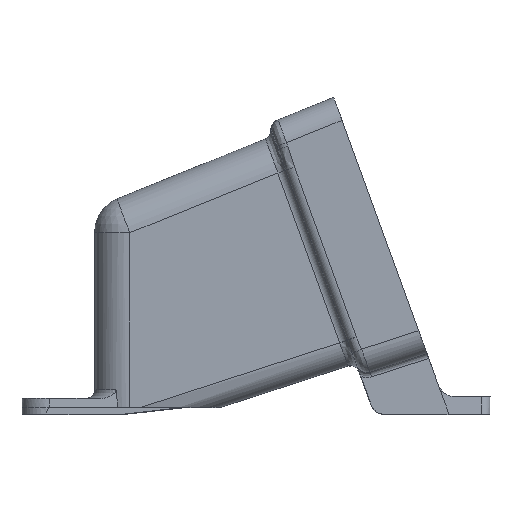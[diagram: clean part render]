
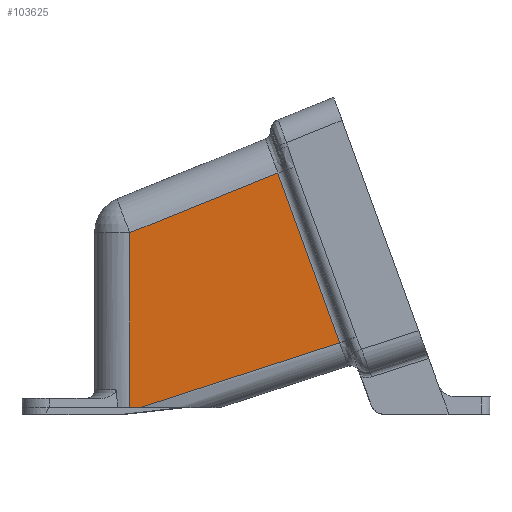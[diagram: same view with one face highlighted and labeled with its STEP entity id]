
A CAD part, top view. The second image highlights one B-rep face of the part: STEP entity #103625.
In plain terms, the highlighted planar face has unit normal (-0.033, -0.012, 0.999).
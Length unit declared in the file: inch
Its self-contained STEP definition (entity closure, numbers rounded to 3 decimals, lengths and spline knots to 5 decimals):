
#3377 = CARTESIAN_POINT ( 'NONE',  ( 1.65612, 2.91832, 10.02041 ) ) ;
#12133 = VECTOR ( 'NONE', #140957, 39.37008 ) ;
#14906 = DIRECTION ( 'NONE',  ( 0., -1., -0.012 ) ) ;
#17353 = CARTESIAN_POINT ( 'NONE',  ( 1.82192, 2.91851, 10.02585 ) ) ;
#17740 = EDGE_CURVE ( 'NONE', #144620, #86827, #148450, .T. ) ;
#26553 = ORIENTED_EDGE ( 'NONE', *, *, #17740, .T. ) ;
#26776 = CARTESIAN_POINT ( 'NONE',  ( 4.88814, 3.54722, 10.13398 ) ) ;
#29377 = PLANE ( 'NONE',  #63963 ) ;
#31899 = ORIENTED_EDGE ( 'NONE', *, *, #131809, .T. ) ;
#57530 = FACE_OUTER_BOUND ( 'NONE', #85610, .T. ) ;
#57634 = VECTOR ( 'NONE', #14906, 39.37008 ) ;
#60467 = CARTESIAN_POINT ( 'NONE',  ( 1.65612, 5.41156, 10.05019 ) ) ;
#60796 = LINE ( 'NONE', #88878, #12133 ) ;
#63450 = LINE ( 'NONE', #168171, #151506 ) ;
#63963 = AXIS2_PLACEMENT_3D ( 'NONE', #26776, #80415, #134196 ) ;
#65283 = VERTEX_POINT ( 'NONE', #60467 ) ;
#70501 = CARTESIAN_POINT ( 'NONE',  ( 1.65612, 2.91851, 10.02041 ) ) ;
#73333 = EDGE_CURVE ( 'NONE', #65283, #100345, #107299, .T. ) ;
#75725 = DIRECTION ( 'NONE',  ( -0.927, -0.374, -0.035 ) ) ;
#78878 = EDGE_CURVE ( 'NONE', #86827, #138728, #162867, .T. ) ;
#80415 = DIRECTION ( 'NONE',  ( -0.033, -0.012, 0.999 ) ) ;
#82307 = CARTESIAN_POINT ( 'NONE',  ( 4.7801, 3.87968, 10.13441 ) ) ;
#85610 = EDGE_LOOP ( 'NONE', ( #26553, #123034, #132381, #105428, #31899 ) ) ;
#85774 = VECTOR ( 'NONE', #108710, 39.37008 ) ;
#86827 = VERTEX_POINT ( 'NONE', #160235 ) ;
#88878 = CARTESIAN_POINT ( 'NONE',  ( 1.15743, 2.91851, 10.00405 ) ) ;
#95080 = DIRECTION ( 'NONE',  ( -0.342, 0.94, 0. ) ) ;
#100345 = VERTEX_POINT ( 'NONE', #70501 ) ;
#103625 = ADVANCED_FACE ( 'NONE', ( #57530 ), #29377, .T. ) ;
#105428 = ORIENTED_EDGE ( 'NONE', *, *, #73333, .T. ) ;
#107299 = LINE ( 'NONE', #3377, #57634 ) ;
#108710 = DIRECTION ( 'NONE',  ( 0.95, 0.309, 0.035 ) ) ;
#123034 = ORIENTED_EDGE ( 'NONE', *, *, #78878, .T. ) ;
#130022 = VECTOR ( 'NONE', #95080, 39.37008 ) ;
#131809 = EDGE_CURVE ( 'NONE', #100345, #144620, #60796, .T. ) ;
#132381 = ORIENTED_EDGE ( 'NONE', *, *, #143967, .T. ) ;
#133872 = CARTESIAN_POINT ( 'NONE',  ( 3.76886, 6.26971, 10.12977 ) ) ;
#134196 = DIRECTION ( 'NONE',  ( 0.999, 0., 0.033 ) ) ;
#138728 = VERTEX_POINT ( 'NONE', #167687 ) ;
#140957 = DIRECTION ( 'NONE',  ( 0.999, 0., 0.033 ) ) ;
#143967 = EDGE_CURVE ( 'NONE', #138728, #65283, #63450, .T. ) ;
#144620 = VERTEX_POINT ( 'NONE', #17353 ) ;
#148450 = LINE ( 'NONE', #82307, #85774 ) ;
#151506 = VECTOR ( 'NONE', #75725, 39.37008 ) ;
#160235 = CARTESIAN_POINT ( 'NONE',  ( 4.6537, 3.83861, 10.12977 ) ) ;
#162867 = LINE ( 'NONE', #133872, #130022 ) ;
#167687 = CARTESIAN_POINT ( 'NONE',  ( 3.7703, 6.26575, 10.12977 ) ) ;
#168171 = CARTESIAN_POINT ( 'NONE',  ( 1.34771, 5.28696, 10.03858 ) ) ;
